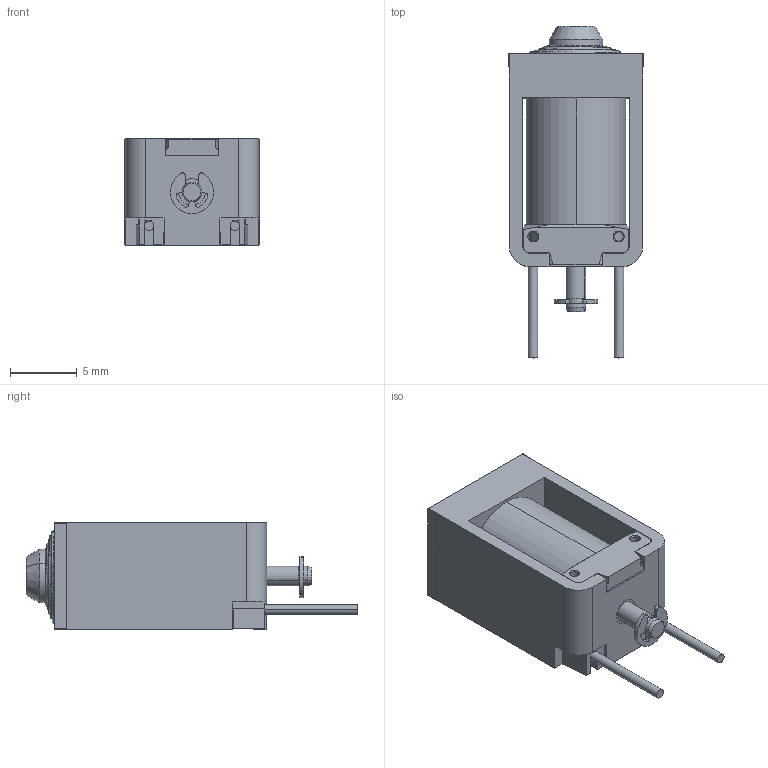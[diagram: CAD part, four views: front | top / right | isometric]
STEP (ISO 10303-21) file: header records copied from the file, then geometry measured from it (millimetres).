
FILE_DESCRIPTION(('CATIA V5 STEP Exchange'),'2;1');
FILE_NAME('BI8-F_10093911_1.stp','2014-10-02T04:38:12+00:00',('none'),('none'),'CATIA Version 5 Release 19 SP 9 (IN-10)','CATIA V5 STEP AP214','none');
FILE_SCHEMA(('AUTOMOTIVE_DESIGN { 1 0 10303 214 1 1 1 1 }'));
Length unit declared in the file: millimetre
Products named in the file (1): Part11
Bounding box: 10.1 x 24.9 x 8 mm (x, y, z)
Volume: 1107.1 mm3; surface area: 1253.3 mm2
Topology: 1 solids, 1 shells, 186 faces, 549 edges, 355 vertices
Faces by surface type: plane 103, cylinder 57, cone 18, torus 6, bspline 2
Entity records: 6986 total; most frequent: CARTESIAN_POINT 2434, ORIENTED_EDGE 1098, DIRECTION 701, EDGE_CURVE 549, VERTEX_POINT 355, VECTOR 313, LINE 313, AXIS2_PLACEMENT_3D 281
